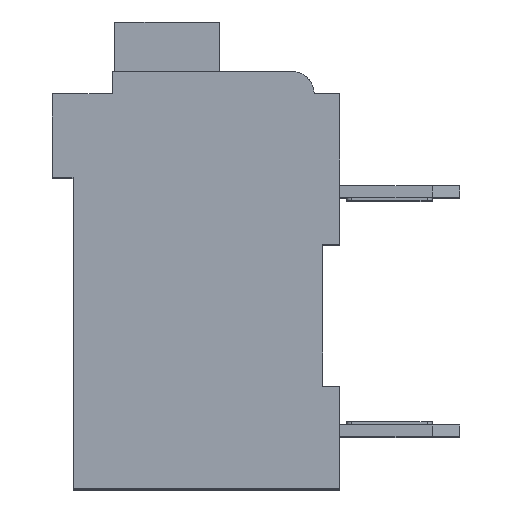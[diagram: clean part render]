
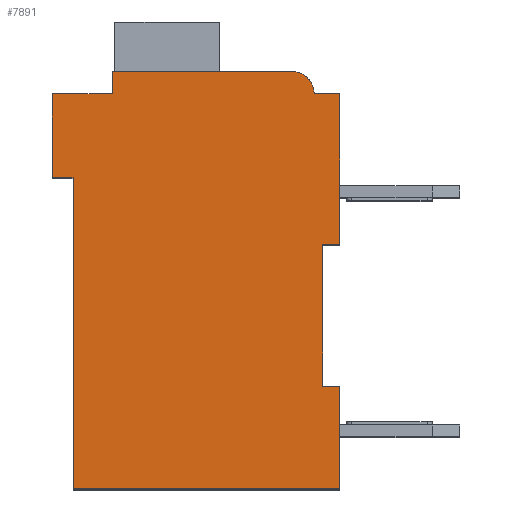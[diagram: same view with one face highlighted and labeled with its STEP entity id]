
A CAD part, top view. The second image highlights one B-rep face of the part: STEP entity #7891.
In plain terms, the highlighted planar face has unit normal (0, 0, 1).
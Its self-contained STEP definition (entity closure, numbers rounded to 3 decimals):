
#2524=DIRECTION('',(1.,0.,0.));
#2525=VECTOR('',#2524,0.5);
#2526=CARTESIAN_POINT('',(7.3,7.15,2.1));
#2527=LINE('',#2526,#2525);
#2528=DIRECTION('',(0.,1.,0.));
#2529=VECTOR('',#2528,4.15);
#2530=CARTESIAN_POINT('',(7.3,3.,2.1));
#2531=LINE('',#2530,#2529);
#2532=DIRECTION('',(-1.,0.,0.));
#2533=VECTOR('',#2532,0.5);
#2534=CARTESIAN_POINT('',(7.8,3.,2.1));
#2535=LINE('',#2534,#2533);
#2536=DIRECTION('',(0.,1.,0.));
#2537=VECTOR('',#2536,3.);
#2538=CARTESIAN_POINT('',(7.8,0.,2.1));
#2539=LINE('',#2538,#2537);
#2540=DIRECTION('',(1.,0.,0.));
#2541=VECTOR('',#2540,7.8);
#2542=CARTESIAN_POINT('',(0.,0.,2.1));
#2543=LINE('',#2542,#2541);
#2544=DIRECTION('',(0.,-1.,0.));
#2545=VECTOR('',#2544,9.1);
#2546=CARTESIAN_POINT('',(0.,9.1,2.1));
#2547=LINE('',#2546,#2545);
#2548=DIRECTION('',(1.,0.,0.));
#2549=VECTOR('',#2548,0.6);
#2550=CARTESIAN_POINT('',(-0.6,9.1,2.1));
#2551=LINE('',#2550,#2549);
#2552=DIRECTION('',(0.,-1.,0.));
#2553=VECTOR('',#2552,2.45);
#2554=CARTESIAN_POINT('',(-0.6,11.55,2.1));
#2555=LINE('',#2554,#2553);
#2556=DIRECTION('',(-1.,0.,0.));
#2557=VECTOR('',#2556,1.75);
#2558=CARTESIAN_POINT('',(1.15,11.55,2.1));
#2559=LINE('',#2558,#2557);
#2560=DIRECTION('',(0.,-1.,0.));
#2561=VECTOR('',#2560,0.65);
#2562=CARTESIAN_POINT('',(1.15,12.2,2.1));
#2563=LINE('',#2562,#2561);
#2564=DIRECTION('',(-1.,0.,0.));
#2565=VECTOR('',#2564,5.25);
#2566=CARTESIAN_POINT('',(6.4,12.2,2.1));
#2567=LINE('',#2566,#2565);
#2568=CARTESIAN_POINT('',(6.4,11.55,2.1));
#2569=DIRECTION('',(0.,0.,1.));
#2570=DIRECTION('',(1.,0.,0.));
#2571=AXIS2_PLACEMENT_3D('',#2568,#2569,#2570);
#2573=DIRECTION('',(-1.,0.,0.));
#2574=VECTOR('',#2573,0.75);
#2575=CARTESIAN_POINT('',(7.8,11.55,2.1));
#2576=LINE('',#2575,#2574);
#2577=DIRECTION('',(0.,1.,0.));
#2578=VECTOR('',#2577,4.4);
#2579=CARTESIAN_POINT('',(7.8,7.15,2.1));
#2580=LINE('',#2579,#2578);
#3541=CARTESIAN_POINT('',(7.3,7.15,2.1));
#3542=CARTESIAN_POINT('',(7.8,7.15,2.1));
#3543=VERTEX_POINT('',#3541);
#3544=VERTEX_POINT('',#3542);
#3545=CARTESIAN_POINT('',(7.8,11.55,2.1));
#3546=VERTEX_POINT('',#3545);
#3547=CARTESIAN_POINT('',(7.05,11.55,2.1));
#3548=VERTEX_POINT('',#3547);
#3549=CARTESIAN_POINT('',(6.4,12.2,2.1));
#3550=VERTEX_POINT('',#3549);
#3551=CARTESIAN_POINT('',(1.15,12.2,2.1));
#3552=VERTEX_POINT('',#3551);
#3553=CARTESIAN_POINT('',(1.15,11.55,2.1));
#3554=VERTEX_POINT('',#3553);
#3555=CARTESIAN_POINT('',(-0.6,11.55,2.1));
#3556=VERTEX_POINT('',#3555);
#3557=CARTESIAN_POINT('',(-0.6,9.1,2.1));
#3558=VERTEX_POINT('',#3557);
#3559=CARTESIAN_POINT('',(0.,9.1,2.1));
#3560=VERTEX_POINT('',#3559);
#3561=CARTESIAN_POINT('',(0.,0.,2.1));
#3562=VERTEX_POINT('',#3561);
#3563=CARTESIAN_POINT('',(7.8,0.,2.1));
#3564=VERTEX_POINT('',#3563);
#3565=CARTESIAN_POINT('',(7.8,3.,2.1));
#3566=VERTEX_POINT('',#3565);
#3567=CARTESIAN_POINT('',(7.3,3.,2.1));
#3568=VERTEX_POINT('',#3567);
#7870=CARTESIAN_POINT('',(0.,0.,2.1));
#7871=DIRECTION('',(0.,0.,1.));
#7872=DIRECTION('',(1.,0.,0.));
#7873=AXIS2_PLACEMENT_3D('',#7870,#7871,#7872);
#7874=PLANE('',#7873);
#7875=ORIENTED_EDGE('',*,*,#4662,.F.);
#7876=ORIENTED_EDGE('',*,*,#4912,.F.);
#7877=ORIENTED_EDGE('',*,*,#6208,.F.);
#7878=ORIENTED_EDGE('',*,*,#6293,.F.);
#7879=ORIENTED_EDGE('',*,*,#6402,.F.);
#7880=ORIENTED_EDGE('',*,*,#6544,.F.);
#7881=ORIENTED_EDGE('',*,*,#6610,.F.);
#7882=ORIENTED_EDGE('',*,*,#6731,.F.);
#7883=ORIENTED_EDGE('',*,*,#6899,.F.);
#7884=ORIENTED_EDGE('',*,*,#7160,.F.);
#7885=ORIENTED_EDGE('',*,*,#7354,.F.);
#7886=ORIENTED_EDGE('',*,*,#6950,.F.);
#7887=ORIENTED_EDGE('',*,*,#7071,.F.);
#7888=ORIENTED_EDGE('',*,*,#4807,.F.);
#7889=EDGE_LOOP('',(#7875,#7876,#7877,#7878,#7879,#7880,#7881,#7882,#7883,#7884,
#7885,#7886,#7887,#7888));
#7890=FACE_OUTER_BOUND('',#7889,.F.);
#2572=CIRCLE('',#2571,0.65);
#4662=EDGE_CURVE('',#3543,#3544,#2527,.T.);
#4807=EDGE_CURVE('',#3544,#3546,#2580,.T.);
#4912=EDGE_CURVE('',#3568,#3543,#2531,.T.);
#6208=EDGE_CURVE('',#3566,#3568,#2535,.T.);
#6293=EDGE_CURVE('',#3564,#3566,#2539,.T.);
#6402=EDGE_CURVE('',#3562,#3564,#2543,.T.);
#6544=EDGE_CURVE('',#3560,#3562,#2547,.T.);
#6610=EDGE_CURVE('',#3558,#3560,#2551,.T.);
#6731=EDGE_CURVE('',#3556,#3558,#2555,.T.);
#6899=EDGE_CURVE('',#3554,#3556,#2559,.T.);
#6950=EDGE_CURVE('',#3548,#3550,#2572,.T.);
#7071=EDGE_CURVE('',#3546,#3548,#2576,.T.);
#7160=EDGE_CURVE('',#3552,#3554,#2563,.T.);
#7354=EDGE_CURVE('',#3550,#3552,#2567,.T.);
#7891=ADVANCED_FACE('',(#7890),#7874,.T.);
